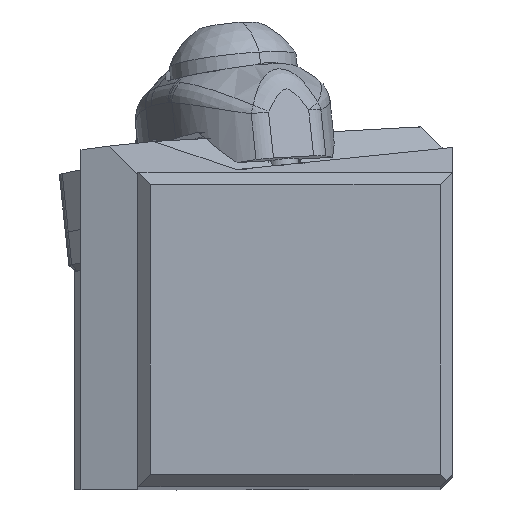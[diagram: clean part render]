
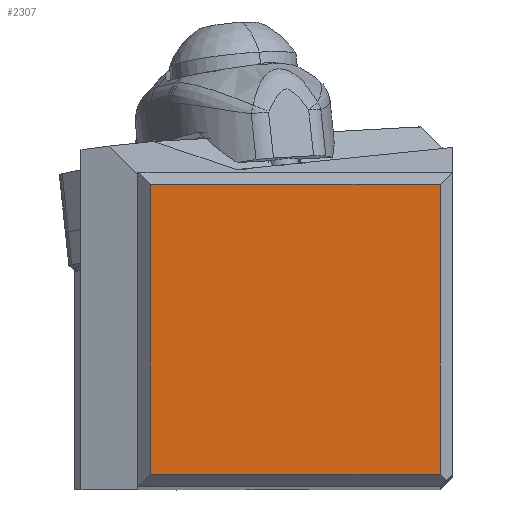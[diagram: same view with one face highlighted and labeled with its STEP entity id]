
A CAD part, top view. The second image highlights one B-rep face of the part: STEP entity #2307.
In plain terms, the highlighted planar face has unit normal (0, 0, 1).
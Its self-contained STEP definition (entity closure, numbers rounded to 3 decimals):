
#2047=FACE_OUTER_BOUND('',#2687,.T.);
#2307=ADVANCED_FACE('',(#2047),#2541,.T.);
#2541=PLANE('',#6915);
#2687=EDGE_LOOP('',(#3344,#3345,#3346,#3347));
#3344=ORIENTED_EDGE('',*,*,#5072,.T.);
#3345=ORIENTED_EDGE('',*,*,#5075,.T.);
#3346=ORIENTED_EDGE('',*,*,#5077,.F.);
#3347=ORIENTED_EDGE('',*,*,#5069,.T.);
#4512=VERTEX_POINT('',#9041);
#4513=VERTEX_POINT('',#9042);
#4514=VERTEX_POINT('',#9047);
#4515=VERTEX_POINT('',#9052);
#5069=EDGE_CURVE('',#4512,#4513,#6040,.T.);
#5072=EDGE_CURVE('',#4513,#4514,#6043,.T.);
#5075=EDGE_CURVE('',#4514,#4515,#6046,.T.);
#5077=EDGE_CURVE('',#4512,#4515,#6048,.T.);
#6040=LINE('',#9040,#6306);
#6043=LINE('',#9046,#6309);
#6046=LINE('',#9051,#6312);
#6048=LINE('',#9055,#6314);
#6306=VECTOR('',#7738,1.);
#6309=VECTOR('',#7743,1.);
#6312=VECTOR('',#7748,1.);
#6314=VECTOR('',#7752,1.);
#6915=AXIS2_PLACEMENT_3D('',#9057,#7755,#7756);
#7738=DIRECTION('',(1.,0.,0.));
#7743=DIRECTION('',(0.,1.,0.));
#7748=DIRECTION('',(-1.,0.,0.));
#7752=DIRECTION('',(0.,1.,0.));
#7755=DIRECTION('',(0.,0.,1.));
#7756=DIRECTION('',(1.,0.,0.));
#9040=CARTESIAN_POINT('',(-24.4,1.,0.));
#9041=CARTESIAN_POINT('',(-24.4,1.,0.));
#9042=CARTESIAN_POINT('',(-1.,1.,0.));
#9046=CARTESIAN_POINT('',(-1.,1.,0.));
#9047=CARTESIAN_POINT('',(-1.,24.4,0.));
#9051=CARTESIAN_POINT('',(-1.,24.4,0.));
#9052=CARTESIAN_POINT('',(-24.4,24.4,0.));
#9055=CARTESIAN_POINT('',(-24.4,1.,0.));
#9057=CARTESIAN_POINT('',(-12.7,12.7,0.));
